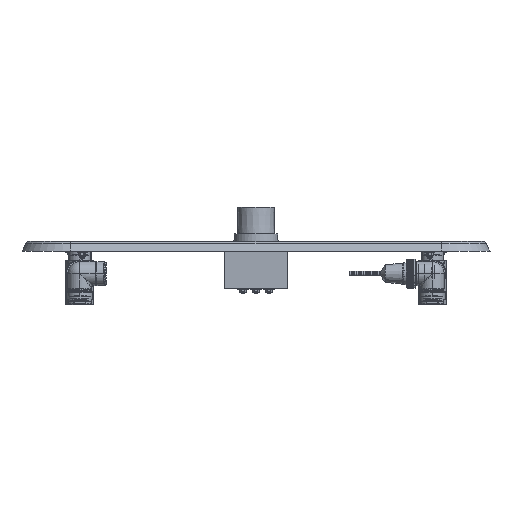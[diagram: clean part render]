
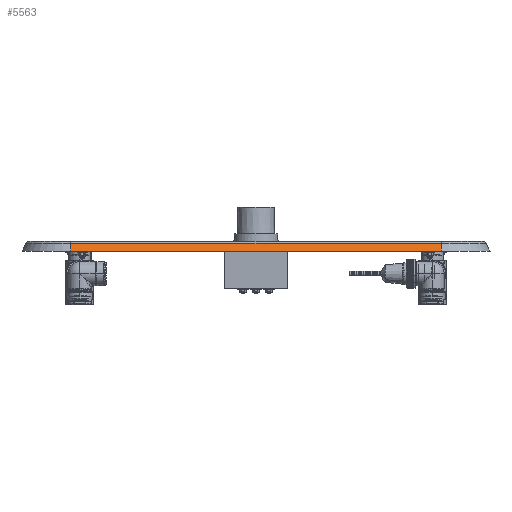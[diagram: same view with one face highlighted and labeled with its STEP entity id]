
A CAD part, front view. The second image highlights one B-rep face of the part: STEP entity #5563.
In plain terms, the highlighted planar face has unit normal (0, -0.895, 0.446).
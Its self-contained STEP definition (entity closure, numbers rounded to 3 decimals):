
#749=DIRECTION('',(-1.,0.,0.));
#750=VECTOR('',#749,420.);
#751=CARTESIAN_POINT('',(210.,-826.484,-11.));
#752=LINE('',#751,#750);
#2137=DIRECTION('',(1.,0.,0.));
#2138=VECTOR('',#2137,420.);
#2139=CARTESIAN_POINT('',(-210.,-822.104,-2.215));
#2140=LINE('',#2139,#2138);
#2144=DIRECTION('',(0.,0.446,0.895));
#2145=VECTOR('',#2144,9.816);
#2146=CARTESIAN_POINT('',(210.,-826.484,-11.));
#2147=LINE('',#2146,#2145);
#2159=DIRECTION('',(0.,0.446,0.895));
#2160=VECTOR('',#2159,9.816);
#2161=CARTESIAN_POINT('',(-210.,-826.484,-11.));
#2162=LINE('',#2161,#2160);
#3482=CARTESIAN_POINT('',(-210.,-826.484,-11.));
#3484=VERTEX_POINT('',#3482);
#3486=CARTESIAN_POINT('',(210.,-826.484,-11.));
#3487=VERTEX_POINT('',#3486);
#3719=CARTESIAN_POINT('',(-210.,-822.104,-2.215));
#3721=VERTEX_POINT('',#3719);
#3724=CARTESIAN_POINT('',(210.,-822.104,-2.215));
#3725=VERTEX_POINT('',#3724);
#5551=CARTESIAN_POINT('',(-210.,-821.,0.));
#5552=DIRECTION('',(0.,-0.895,0.446));
#5553=DIRECTION('',(-1.,0.,0.));
#5554=AXIS2_PLACEMENT_3D('',#5551,#5552,#5553);
#5555=PLANE('',#5554);
#5556=ORIENTED_EDGE('',*,*,#5411,.T.);
#5557=ORIENTED_EDGE('',*,*,#5546,.F.);
#5558=ORIENTED_EDGE('',*,*,#4271,.T.);
#5560=ORIENTED_EDGE('',*,*,#5559,.T.);
#5561=EDGE_LOOP('',(#5556,#5557,#5558,#5560));
#5562=FACE_OUTER_BOUND('',#5561,.F.);
#4271=EDGE_CURVE('',#3487,#3484,#752,.T.);
#5411=EDGE_CURVE('',#3721,#3725,#2140,.T.);
#5546=EDGE_CURVE('',#3487,#3725,#2147,.T.);
#5559=EDGE_CURVE('',#3484,#3721,#2162,.T.);
#5563=ADVANCED_FACE('',(#5562),#5555,.T.);
